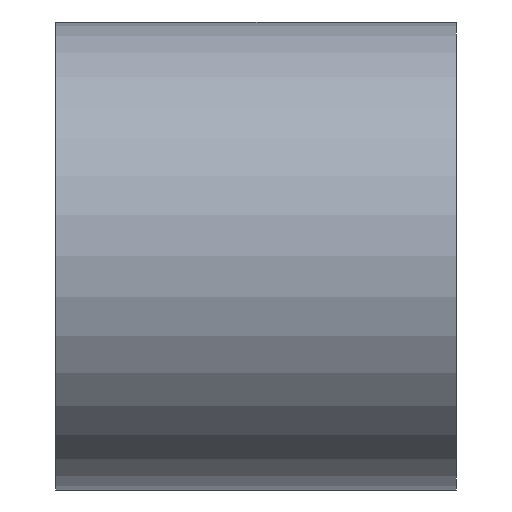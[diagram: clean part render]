
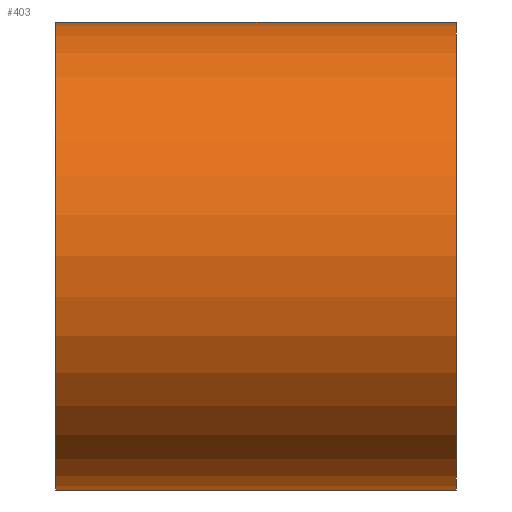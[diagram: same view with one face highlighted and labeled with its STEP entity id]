
A CAD part, left-side view. The second image highlights one B-rep face of the part: STEP entity #403.
In plain terms, the highlighted cylindrical face has radius 7.6 mm (diameter 15.2 mm), a partial arc.
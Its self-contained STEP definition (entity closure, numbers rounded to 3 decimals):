
#23=CIRCLE('',#433,7.6);
#30=CIRCLE('',#451,7.6);
#36=CYLINDRICAL_SURFACE('',#450,7.6);
#57=FACE_OUTER_BOUND('',#80,.T.);
#80=EDGE_LOOP('',(#353,#354,#355,#356));
#121=LINE('',#663,#163);
#126=LINE('',#674,#168);
#163=VECTOR('',#547,10.);
#168=VECTOR('',#558,10.);
#189=VERTEX_POINT('',#623);
#190=VERTEX_POINT('',#624);
#201=VERTEX_POINT('',#662);
#204=VERTEX_POINT('',#672);
#232=EDGE_CURVE('',#189,#190,#23,.T.);
#251=EDGE_CURVE('',#189,#201,#121,.T.);
#257=EDGE_CURVE('',#190,#204,#126,.T.);
#258=EDGE_CURVE('',#201,#204,#30,.T.);
#353=ORIENTED_EDGE('',*,*,#232,.T.);
#354=ORIENTED_EDGE('',*,*,#257,.T.);
#355=ORIENTED_EDGE('',*,*,#258,.F.);
#356=ORIENTED_EDGE('',*,*,#251,.F.);
#403=ADVANCED_FACE('',(#57),#36,.T.);
#433=AXIS2_PLACEMENT_3D('',#625,#506,#507);
#450=AXIS2_PLACEMENT_3D('',#675,#559,#560);
#451=AXIS2_PLACEMENT_3D('',#676,#561,#562);
#506=DIRECTION('center_axis',(0.,1.,0.));
#507=DIRECTION('ref_axis',(0.,0.,-1.));
#547=DIRECTION('',(0.,1.,0.));
#558=DIRECTION('',(0.,1.,0.));
#559=DIRECTION('center_axis',(0.,1.,0.));
#560=DIRECTION('ref_axis',(0.,0.,-1.));
#561=DIRECTION('center_axis',(0.,1.,0.));
#562=DIRECTION('ref_axis',(0.,0.,-1.));
#623=CARTESIAN_POINT('',(0.,0.,-7.6));
#624=CARTESIAN_POINT('',(0.,0.,7.6));
#625=CARTESIAN_POINT('Origin',(0.,0.,0.));
#662=CARTESIAN_POINT('',(0.,13.,-7.6));
#663=CARTESIAN_POINT('',(0.,0.,-7.6));
#672=CARTESIAN_POINT('',(0.,13.,7.6));
#674=CARTESIAN_POINT('',(0.,0.,7.6));
#675=CARTESIAN_POINT('Origin',(0.,0.,0.));
#676=CARTESIAN_POINT('Origin',(0.,13.,0.));
